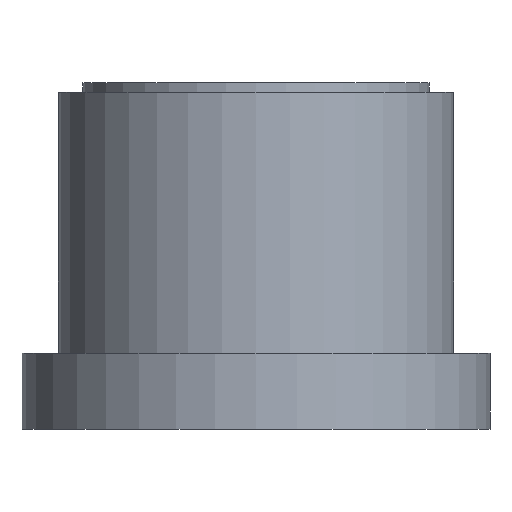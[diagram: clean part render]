
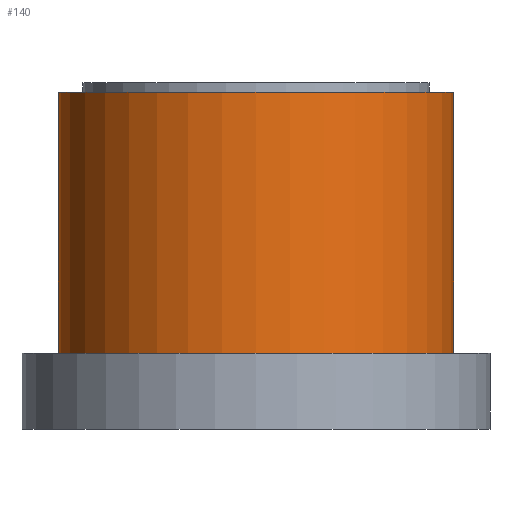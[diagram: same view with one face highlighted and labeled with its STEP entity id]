
A CAD part, front view. The second image highlights one B-rep face of the part: STEP entity #140.
In plain terms, the highlighted cylindrical face has radius 4.128 mm (diameter 8.255 mm), a full revolution.
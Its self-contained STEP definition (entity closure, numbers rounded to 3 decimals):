
#35=FACE_OUTER_BOUND('',#47,.T.);
#47=EDGE_LOOP('',(#124,#125,#126,#127));
#51=LINE('',#268,#55);
#55=VECTOR('',#227,4.128);
#60=CIRCLE('',#163,4.128);
#67=CIRCLE('',#173,4.128);
#72=VERTEX_POINT('',#244);
#79=VERTEX_POINT('',#263);
#85=EDGE_CURVE('',#72,#72,#60,.T.);
#94=EDGE_CURVE('',#79,#79,#67,.T.);
#95=EDGE_CURVE('',#72,#79,#51,.T.);
#124=ORIENTED_EDGE('',*,*,#85,.F.);
#125=ORIENTED_EDGE('',*,*,#95,.T.);
#126=ORIENTED_EDGE('',*,*,#94,.T.);
#127=ORIENTED_EDGE('',*,*,#95,.F.);
#131=CYLINDRICAL_SURFACE('',#176,4.128);
#140=ADVANCED_FACE('',(#35),#131,.T.);
#163=AXIS2_PLACEMENT_3D('',#245,#197,#198);
#173=AXIS2_PLACEMENT_3D('',#264,#219,#220);
#176=AXIS2_PLACEMENT_3D('',#267,#225,#226);
#197=DIRECTION('center_axis',(0.,0.,-1.));
#198=DIRECTION('ref_axis',(1.,0.,0.));
#219=DIRECTION('center_axis',(0.,0.,-1.));
#220=DIRECTION('ref_axis',(-1.,0.,0.));
#225=DIRECTION('center_axis',(0.,0.,-1.));
#226=DIRECTION('ref_axis',(-1.,0.,0.));
#227=DIRECTION('',(0.,0.,1.));
#244=CARTESIAN_POINT('',(-2.604,-165.719,-4.064));
#245=CARTESIAN_POINT('Origin',(-6.731,-165.719,-4.064));
#263=CARTESIAN_POINT('',(-2.604,-165.719,1.388));
#264=CARTESIAN_POINT('Origin',(-6.731,-165.719,1.388));
#267=CARTESIAN_POINT('Origin',(-6.731,-165.719,1.588));
#268=CARTESIAN_POINT('',(-2.604,-165.719,1.588));
